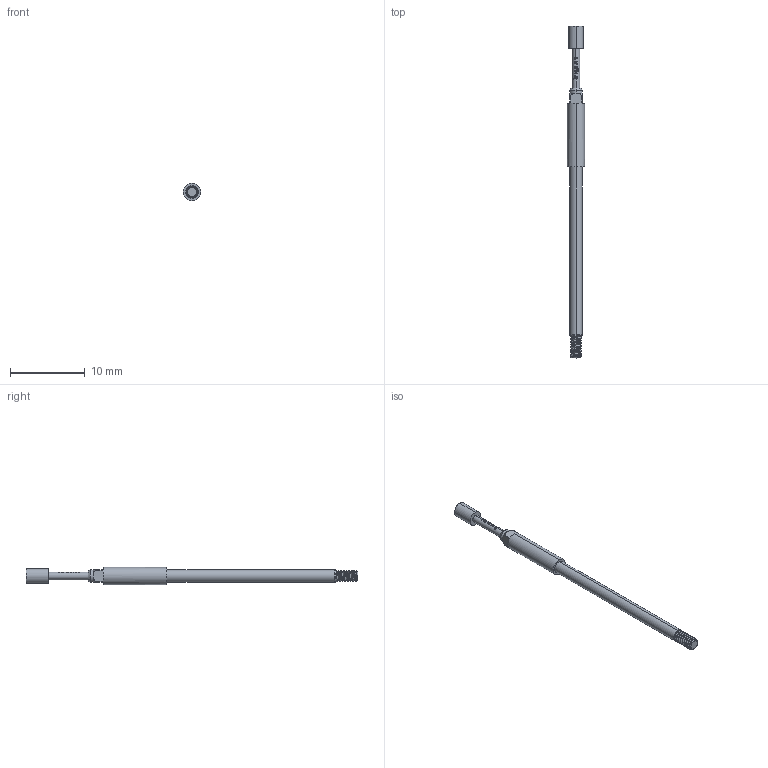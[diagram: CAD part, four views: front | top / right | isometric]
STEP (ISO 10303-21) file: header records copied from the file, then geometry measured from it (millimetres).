
FILE_DESCRIPTION (( 'STEP AP203' ), '1' );
FILE_NAME ('INGUN_GKS-112_303_200_A_xx10_M.STEP', '2022-01-19T13:39:47', ( 'ochi' ), ( '' ), 'SwSTEP 2.0', 'SolidWorks 2018', '' );
FILE_SCHEMA (( 'CONFIG_CONTROL_DESIGN' ));
Length unit declared in the file: millimetre
Products named in the file (1): INGUN_GKS-112_303_200_A_xx10_M
Bounding box: 2.3 x 44.3 x 2.3 mm (x, y, z)
Volume: 105.9 mm3; surface area: 258.4 mm2
Topology: 1 solids, 1 shells, 142 faces, 391 edges, 254 vertices
Faces by surface type: plane 54, cylinder 46, bspline 26, cone 14, torus 2
Entity records: 6752 total; most frequent: CARTESIAN_POINT 3698, ORIENTED_EDGE 778, DIRECTION 393, EDGE_CURVE 389, VERTEX_POINT 254, B_SPLINE_CURVE_WITH_KNOTS 242, AXIS2_PLACEMENT_3D 163, EDGE_LOOP 147
